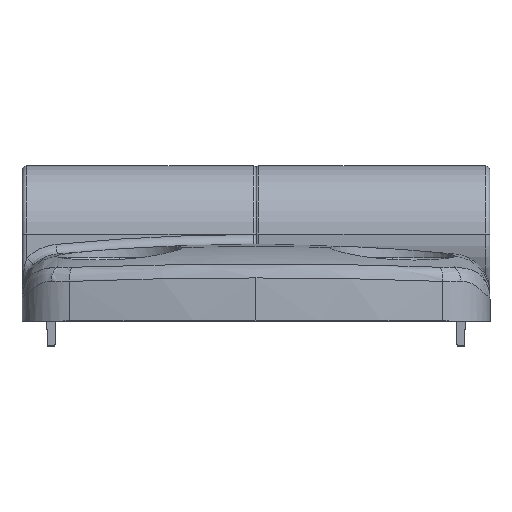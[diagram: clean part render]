
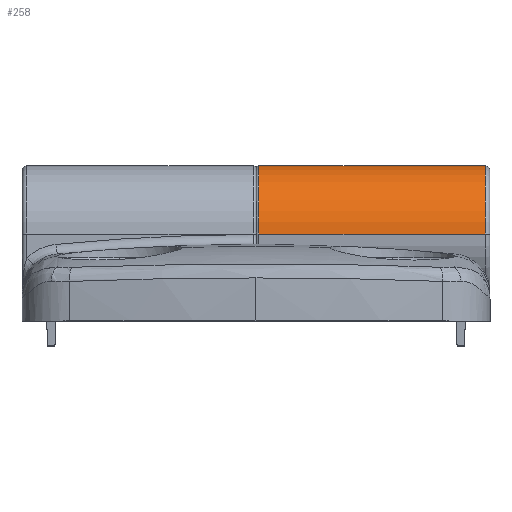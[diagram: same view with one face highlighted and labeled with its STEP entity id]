
A CAD part, top view. The second image highlights one B-rep face of the part: STEP entity #258.
In plain terms, the highlighted cylindrical face has radius 7 mm (diameter 14 mm), a partial arc.
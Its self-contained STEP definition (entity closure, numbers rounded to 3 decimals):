
#6 = CIRCLE ( 'NONE', #977, 7. ) ;
#258 = ADVANCED_FACE ( 'NONE', ( #901 ), #713, .T. ) ;
#713 = CYLINDRICAL_SURFACE ( 'NONE', #1536, 7. ) ;
#857 = VERTEX_POINT ( 'NONE', #3966 ) ;
#901 = FACE_OUTER_BOUND ( 'NONE', #2259, .T. ) ;
#977 = AXIS2_PLACEMENT_3D ( 'NONE', #1239, #1234, #1229 ) ;
#989 = LINE ( 'NONE', #3133, #2284 ) ;
#1039 = CIRCLE ( 'NONE', #2107, 7. ) ;
#1043 = VECTOR ( 'NONE', #2936, 1000. ) ;
#1144 = ORIENTED_EDGE ( 'NONE', *, *, #2193, .F. ) ;
#1215 = EDGE_CURVE ( 'NONE', #857, #2575, #6, .T. ) ;
#1229 = DIRECTION ( 'NONE',  ( 0., 0., -1. ) ) ;
#1234 = DIRECTION ( 'NONE',  ( 1., 0., 0. ) ) ;
#1239 = CARTESIAN_POINT ( 'NONE',  ( 0.3, 8.95, 0. ) ) ;
#1253 = CARTESIAN_POINT ( 'NONE',  ( 23.5, 8.95, -7. ) ) ;
#1536 = AXIS2_PLACEMENT_3D ( 'NONE', #2363, #2438, #2419 ) ;
#1627 = DIRECTION ( 'NONE',  ( 0., 0., 1. ) ) ;
#1749 = DIRECTION ( 'NONE',  ( -1., 0., 0. ) ) ;
#1758 = CARTESIAN_POINT ( 'NONE',  ( 23.5, 8.95, 0. ) ) ;
#1785 = CARTESIAN_POINT ( 'NONE',  ( 0.3, 8.95, 7. ) ) ;
#1899 = CARTESIAN_POINT ( 'NONE',  ( 23.5, 8.95, 7. ) ) ;
#1900 = LINE ( 'NONE', #3163, #1043 ) ;
#2107 = AXIS2_PLACEMENT_3D ( 'NONE', #1758, #1749, #1627 ) ;
#2148 = VERTEX_POINT ( 'NONE', #1899 ) ;
#2193 = EDGE_CURVE ( 'NONE', #2148, #2575, #989, .T. ) ;
#2259 = EDGE_LOOP ( 'NONE', ( #1144, #2634, #3496, #3027 ) ) ;
#2284 = VECTOR ( 'NONE', #3433, 1000. ) ;
#2363 = CARTESIAN_POINT ( 'NONE',  ( 24., 8.95, 0. ) ) ;
#2366 = EDGE_CURVE ( 'NONE', #3934, #857, #1900, .T. ) ;
#2419 = DIRECTION ( 'NONE',  ( 0., 0., 1. ) ) ;
#2438 = DIRECTION ( 'NONE',  ( -1., 0., 0. ) ) ;
#2575 = VERTEX_POINT ( 'NONE', #1785 ) ;
#2634 = ORIENTED_EDGE ( 'NONE', *, *, #3113, .T. ) ;
#2936 = DIRECTION ( 'NONE',  ( -1., 0., 0. ) ) ;
#3027 = ORIENTED_EDGE ( 'NONE', *, *, #1215, .T. ) ;
#3113 = EDGE_CURVE ( 'NONE', #2148, #3934, #1039, .T. ) ;
#3133 = CARTESIAN_POINT ( 'NONE',  ( 24., 8.95, 7. ) ) ;
#3163 = CARTESIAN_POINT ( 'NONE',  ( 24., 8.95, -7. ) ) ;
#3433 = DIRECTION ( 'NONE',  ( -1., 0., 0. ) ) ;
#3496 = ORIENTED_EDGE ( 'NONE', *, *, #2366, .T. ) ;
#3934 = VERTEX_POINT ( 'NONE', #1253 ) ;
#3966 = CARTESIAN_POINT ( 'NONE',  ( 0.3, 8.95, -7. ) ) ;
